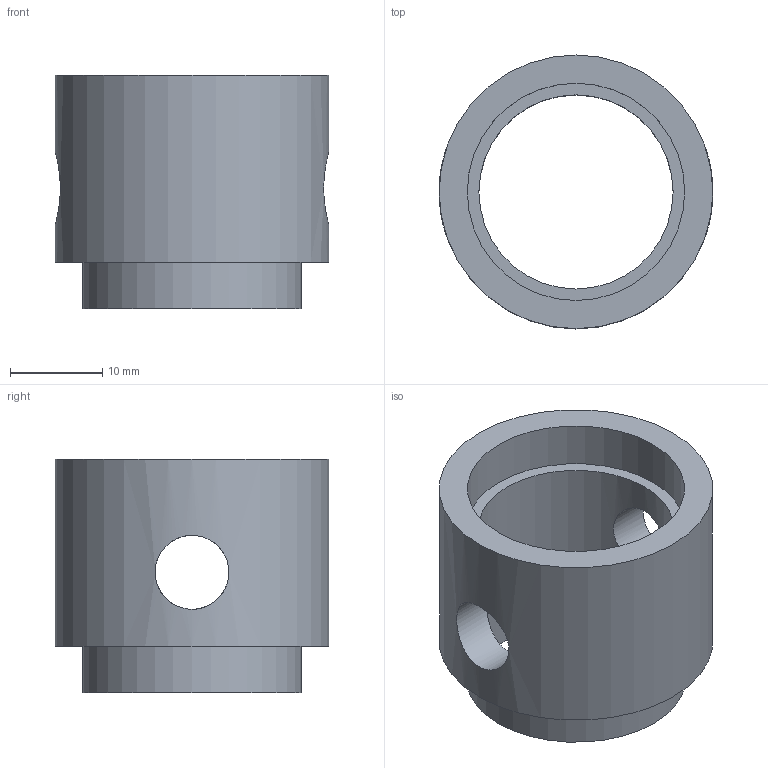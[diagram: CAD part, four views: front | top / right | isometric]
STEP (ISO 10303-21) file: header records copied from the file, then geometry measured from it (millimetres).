
FILE_DESCRIPTION(/* description */ (''),/* implementation_level */ '2;1');
FILE_NAME(/* name */ 'CALE RESSORT DE FOURCHE v2.step',/* time_stamp */ '2024-06-20T22:42:23+02:00',/* author */ (''),/* organization */ (''),/* preprocessor_version */ 'ST-DEVELOPER v20',/* originating_system */ 'Autodesk Translation Framework v12.20.1.177',/* authorisation */ '');
FILE_SCHEMA (('AUTOMOTIVE_DESIGN { 1 0 10303 214 3 1 1 }'));
Length unit declared in the file: millimetre
Products named in the file (1): CALE RESSORT DE FOURCHE
Bounding box: 29.6 x 29.6 x 25.2 mm (x, y, z)
Volume: 6502.9 mm3; surface area: 4654.3 mm2
Topology: 1 solids, 1 shells, 10 faces, 26 edges, 18 vertices
Faces by surface type: cylinder 6, plane 4
Full cylindrical faces by diameter (mm): 8 x2, 21 x1, 23.5 x1, 23.7 x1, 29.6 x1
Entity records: 477 total; most frequent: CARTESIAN_POINT 193, ORIENTED_EDGE 52, DIRECTION 46, EDGE_CURVE 26, AXIS2_PLACEMENT_3D 19, VERTEX_POINT 18, EDGE_LOOP 16, FACE_OUTER_BOUND 10
